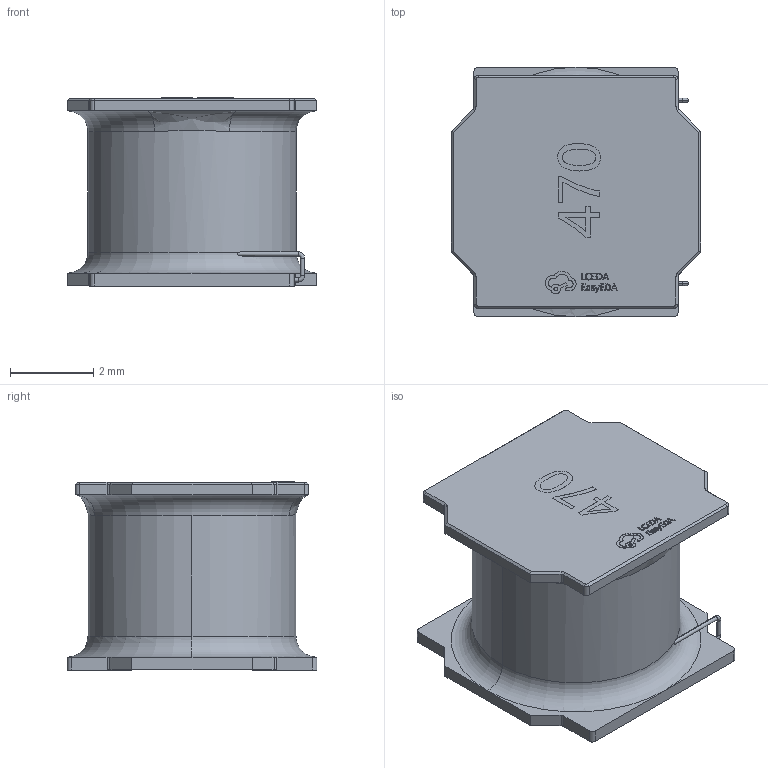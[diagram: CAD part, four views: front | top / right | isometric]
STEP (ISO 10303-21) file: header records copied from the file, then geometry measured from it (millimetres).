
FILE_DESCRIPTION (( 'STEP AP214' ), '1' );
FILE_NAME ('IND-SMD_L6.0-W6.0-H4.5_GCNR6045-XX.step', '2022-07-09T00:39:14', ( '' ), ( '' ), 'SwSTEP 2.0', 'SolidWorks 2020', '' );
FILE_SCHEMA (( 'AUTOMOTIVE_DESIGN' ));
Length unit declared in the file: millimetre
Products named in the file (1): IND-SMD_L6.0-W6.0-H4.5_GCNR6045-XX
Bounding box: 6 x 6 x 4.52 mm (x, y, z)
Volume: 97.8 mm3; surface area: 158.7 mm2
Topology: 1 solids, 1 shells, 420 faces, 1115 edges, 726 vertices
Faces by surface type: plane 243, bspline 126, cylinder 30, torus 13, cone 8
Entity records: 19592 total; most frequent: CARTESIAN_POINT 5322, ORIENTED_EDGE 2230, DIRECTION 1534, EDGE_CURVE 1115, LINE 762, VECTOR 762, VERTEX_POINT 726, EDGE_LOOP 453
